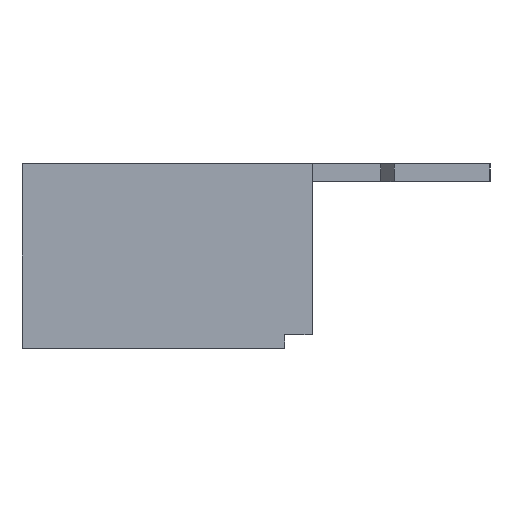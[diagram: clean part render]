
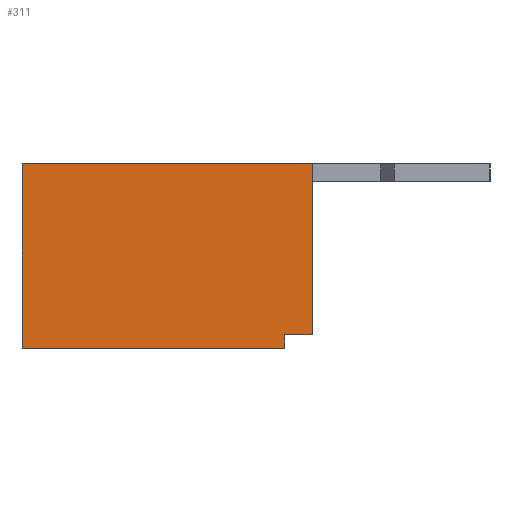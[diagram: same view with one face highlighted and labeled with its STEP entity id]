
A CAD part, left-side view. The second image highlights one B-rep face of the part: STEP entity #311.
In plain terms, the highlighted planar face has unit normal (-1, 0, 0).
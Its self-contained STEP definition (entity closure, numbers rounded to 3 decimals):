
#311=ADVANCED_FACE('',(#622),#623,.T.);
#622=FACE_OUTER_BOUND('',#924,.T.);
#623=PLANE('',#925);
#924=EDGE_LOOP('',(#1831,#1832,#1833,#1834,#1835,#1836));
#925=AXIS2_PLACEMENT_3D('',#1837,#1838,#1839);
#1831=ORIENTED_EDGE('',*,*,#2198,.T.);
#1832=ORIENTED_EDGE('',*,*,#2193,.T.);
#1833=ORIENTED_EDGE('',*,*,#2187,.T.);
#1834=ORIENTED_EDGE('',*,*,#2181,.T.);
#1835=ORIENTED_EDGE('',*,*,#2138,.T.);
#1836=ORIENTED_EDGE('',*,*,#2163,.T.);
#1837=CARTESIAN_POINT('',(0.0,23.629,6.779));
#1838=DIRECTION('',(-1.0,0.0,0.0));
#1839=DIRECTION('',(0.0,0.0,1.0));
#2138=EDGE_CURVE('',#2646,#2644,#2647,.T.);
#2163=EDGE_CURVE('',#2644,#2684,#2686,.T.);
#2181=EDGE_CURVE('',#2712,#2646,#2713,.T.);
#2187=EDGE_CURVE('',#2720,#2712,#2721,.T.);
#2193=EDGE_CURVE('',#2728,#2720,#2729,.T.);
#2198=EDGE_CURVE('',#2684,#2728,#2735,.T.);
#2644=VERTEX_POINT('',#3386);
#2646=VERTEX_POINT('',#3389);
#2647=LINE('',#3390,#3391);
#2684=VERTEX_POINT('',#3446);
#2686=LINE('',#3449,#3450);
#2712=VERTEX_POINT('',#3488);
#2713=LINE('',#3489,#3490);
#2720=VERTEX_POINT('',#3500);
#2721=LINE('',#3501,#3502);
#2728=VERTEX_POINT('',#3512);
#2729=LINE('',#3513,#3514);
#2735=LINE('',#3523,#3524);
#3386=CARTESIAN_POINT('',(0.0,13.0,13.5));
#3389=CARTESIAN_POINT('',(0.0,13.0,1.0));
#3390=CARTESIAN_POINT('',(0.0,13.0,1.0));
#3391=VECTOR('',#3770,1.0);
#3446=CARTESIAN_POINT('',(0.0,34.2,13.5));
#3449=CARTESIAN_POINT('',(0.0,13.0,13.5));
#3450=VECTOR('',#3790,1.0);
#3488=CARTESIAN_POINT('',(0.0,15.0,1.0));
#3489=CARTESIAN_POINT('',(0.0,15.0,1.0));
#3490=VECTOR('',#3803,1.0);
#3500=CARTESIAN_POINT('',(0.0,15.0,0.0));
#3501=CARTESIAN_POINT('',(0.0,15.0,0.0));
#3502=VECTOR('',#3807,1.0);
#3512=CARTESIAN_POINT('',(0.0,34.2,0.0));
#3513=CARTESIAN_POINT('',(0.0,34.2,0.0));
#3514=VECTOR('',#3811,1.0);
#3523=CARTESIAN_POINT('',(0.0,34.2,13.5));
#3524=VECTOR('',#3815,1.0);
#3770=DIRECTION('',(0.0,0.0,1.0));
#3790=DIRECTION('',(0.0,1.0,0.0));
#3803=DIRECTION('',(0.0,-1.0,0.0));
#3807=DIRECTION('',(0.0,0.0,1.0));
#3811=DIRECTION('',(0.0,-1.0,0.0));
#3815=DIRECTION('',(0.0,0.0,-1.0));
